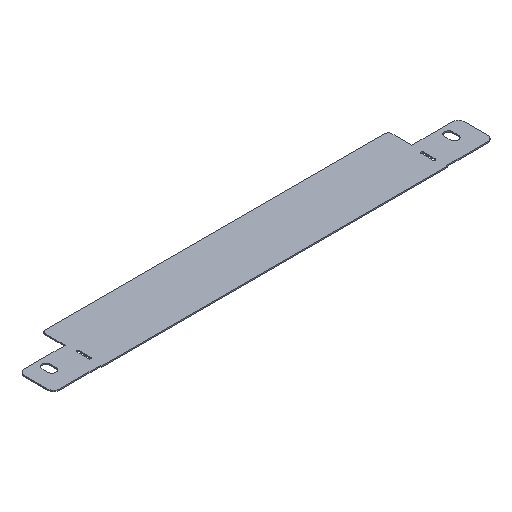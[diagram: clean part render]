
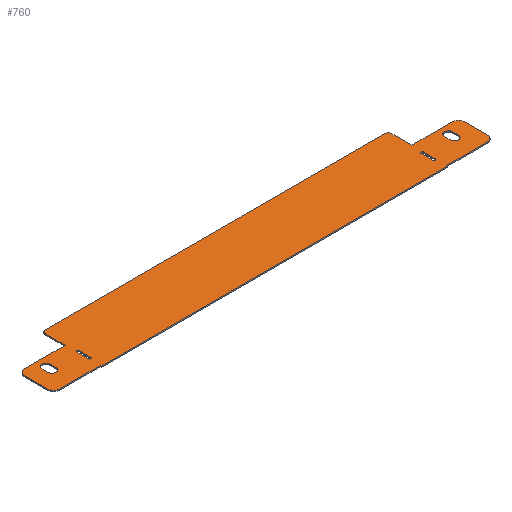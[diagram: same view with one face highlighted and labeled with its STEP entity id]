
A CAD part, isometric view. The second image highlights one B-rep face of the part: STEP entity #760.
In plain terms, the highlighted planar face has unit normal (0, 0, 1).
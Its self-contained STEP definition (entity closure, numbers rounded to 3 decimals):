
#18=FACE_BOUND('',#120,.T.);
#19=FACE_BOUND('',#121,.T.);
#20=FACE_BOUND('',#122,.T.);
#21=FACE_BOUND('',#123,.T.);
#43=PLANE('',#847);
#79=FACE_OUTER_BOUND('',#119,.T.);
#119=EDGE_LOOP('',(#640,#641,#642,#643,#644,#645,#646,#647,#648,#649,#650,
#651,#652,#653,#654,#655,#656,#657));
#120=EDGE_LOOP('',(#658,#659,#660,#661));
#121=EDGE_LOOP('',(#662,#663,#664,#665));
#122=EDGE_LOOP('',(#666,#667,#668,#669));
#123=EDGE_LOOP('',(#670,#671,#672,#673));
#126=LINE('',#1064,#200);
#130=LINE('',#1075,#204);
#134=LINE('',#1088,#208);
#138=LINE('',#1099,#212);
#142=LINE('',#1112,#216);
#146=LINE('',#1123,#220);
#150=LINE('',#1136,#224);
#154=LINE('',#1147,#228);
#156=LINE('',#1152,#230);
#161=LINE('',#1166,#235);
#165=LINE('',#1178,#239);
#168=LINE('',#1184,#242);
#172=LINE('',#1196,#246);
#176=LINE('',#1208,#250);
#179=LINE('',#1214,#253);
#182=LINE('',#1220,#256);
#185=LINE('',#1226,#259);
#188=LINE('',#1232,#262);
#192=LINE('',#1244,#266);
#196=LINE('',#1255,#270);
#200=VECTOR('',#860,10.);
#204=VECTOR('',#872,10.);
#208=VECTOR('',#884,10.);
#212=VECTOR('',#896,10.);
#216=VECTOR('',#908,10.);
#220=VECTOR('',#920,10.);
#224=VECTOR('',#932,10.);
#228=VECTOR('',#944,10.);
#230=VECTOR('',#948,10.);
#235=VECTOR('',#961,10.);
#239=VECTOR('',#973,10.);
#242=VECTOR('',#978,10.);
#246=VECTOR('',#990,10.);
#250=VECTOR('',#1002,10.);
#253=VECTOR('',#1007,10.);
#256=VECTOR('',#1012,10.);
#259=VECTOR('',#1017,10.);
#262=VECTOR('',#1022,10.);
#266=VECTOR('',#1034,10.);
#270=VECTOR('',#1046,10.);
#272=CIRCLE('',#785,1.);
#274=CIRCLE('',#789,1.);
#276=CIRCLE('',#793,3.5);
#278=CIRCLE('',#797,3.5);
#280=CIRCLE('',#801,1.);
#282=CIRCLE('',#805,1.);
#284=CIRCLE('',#809,3.5);
#286=CIRCLE('',#813,3.5);
#288=CIRCLE('',#818,3.);
#290=CIRCLE('',#822,3.);
#292=CIRCLE('',#827,5.);
#294=CIRCLE('',#831,5.);
#296=CIRCLE('',#839,5.);
#298=CIRCLE('',#843,5.);
#300=VERTEX_POINT('',#1054);
#301=VERTEX_POINT('',#1055);
#304=VERTEX_POINT('',#1063);
#306=VERTEX_POINT('',#1069);
#308=VERTEX_POINT('',#1078);
#309=VERTEX_POINT('',#1079);
#312=VERTEX_POINT('',#1087);
#314=VERTEX_POINT('',#1093);
#316=VERTEX_POINT('',#1102);
#317=VERTEX_POINT('',#1103);
#320=VERTEX_POINT('',#1111);
#322=VERTEX_POINT('',#1117);
#324=VERTEX_POINT('',#1126);
#325=VERTEX_POINT('',#1127);
#328=VERTEX_POINT('',#1135);
#330=VERTEX_POINT('',#1141);
#332=VERTEX_POINT('',#1150);
#333=VERTEX_POINT('',#1151);
#336=VERTEX_POINT('',#1159);
#338=VERTEX_POINT('',#1165);
#340=VERTEX_POINT('',#1171);
#342=VERTEX_POINT('',#1177);
#344=VERTEX_POINT('',#1183);
#346=VERTEX_POINT('',#1189);
#348=VERTEX_POINT('',#1195);
#350=VERTEX_POINT('',#1201);
#352=VERTEX_POINT('',#1207);
#354=VERTEX_POINT('',#1213);
#356=VERTEX_POINT('',#1219);
#358=VERTEX_POINT('',#1225);
#360=VERTEX_POINT('',#1231);
#362=VERTEX_POINT('',#1237);
#364=VERTEX_POINT('',#1243);
#366=VERTEX_POINT('',#1249);
#368=EDGE_CURVE('',#300,#301,#272,.T.);
#372=EDGE_CURVE('',#304,#300,#126,.T.);
#375=EDGE_CURVE('',#306,#304,#274,.T.);
#378=EDGE_CURVE('',#301,#306,#130,.T.);
#380=EDGE_CURVE('',#308,#309,#276,.T.);
#384=EDGE_CURVE('',#312,#308,#134,.T.);
#387=EDGE_CURVE('',#314,#312,#278,.T.);
#390=EDGE_CURVE('',#309,#314,#138,.T.);
#392=EDGE_CURVE('',#316,#317,#280,.T.);
#396=EDGE_CURVE('',#320,#316,#142,.T.);
#399=EDGE_CURVE('',#322,#320,#282,.T.);
#402=EDGE_CURVE('',#317,#322,#146,.T.);
#404=EDGE_CURVE('',#324,#325,#284,.T.);
#408=EDGE_CURVE('',#328,#324,#150,.T.);
#411=EDGE_CURVE('',#330,#328,#286,.T.);
#414=EDGE_CURVE('',#325,#330,#154,.T.);
#416=EDGE_CURVE('',#332,#333,#156,.T.);
#420=EDGE_CURVE('',#333,#336,#288,.T.);
#423=EDGE_CURVE('',#336,#338,#161,.T.);
#426=EDGE_CURVE('',#338,#340,#290,.T.);
#429=EDGE_CURVE('',#340,#342,#165,.T.);
#432=EDGE_CURVE('',#342,#344,#168,.T.);
#435=EDGE_CURVE('',#344,#346,#292,.T.);
#438=EDGE_CURVE('',#346,#348,#172,.T.);
#441=EDGE_CURVE('',#348,#350,#294,.T.);
#444=EDGE_CURVE('',#350,#352,#176,.T.);
#447=EDGE_CURVE('',#352,#354,#179,.T.);
#450=EDGE_CURVE('',#354,#356,#182,.T.);
#453=EDGE_CURVE('',#356,#358,#185,.T.);
#456=EDGE_CURVE('',#358,#360,#188,.T.);
#459=EDGE_CURVE('',#360,#362,#296,.T.);
#462=EDGE_CURVE('',#362,#364,#192,.T.);
#465=EDGE_CURVE('',#364,#366,#298,.T.);
#468=EDGE_CURVE('',#366,#332,#196,.T.);
#640=ORIENTED_EDGE('',*,*,#416,.F.);
#641=ORIENTED_EDGE('',*,*,#468,.F.);
#642=ORIENTED_EDGE('',*,*,#465,.F.);
#643=ORIENTED_EDGE('',*,*,#462,.F.);
#644=ORIENTED_EDGE('',*,*,#459,.F.);
#645=ORIENTED_EDGE('',*,*,#456,.F.);
#646=ORIENTED_EDGE('',*,*,#453,.F.);
#647=ORIENTED_EDGE('',*,*,#450,.F.);
#648=ORIENTED_EDGE('',*,*,#447,.F.);
#649=ORIENTED_EDGE('',*,*,#444,.F.);
#650=ORIENTED_EDGE('',*,*,#441,.F.);
#651=ORIENTED_EDGE('',*,*,#438,.F.);
#652=ORIENTED_EDGE('',*,*,#435,.F.);
#653=ORIENTED_EDGE('',*,*,#432,.F.);
#654=ORIENTED_EDGE('',*,*,#429,.F.);
#655=ORIENTED_EDGE('',*,*,#426,.F.);
#656=ORIENTED_EDGE('',*,*,#423,.F.);
#657=ORIENTED_EDGE('',*,*,#420,.F.);
#658=ORIENTED_EDGE('',*,*,#368,.T.);
#659=ORIENTED_EDGE('',*,*,#378,.T.);
#660=ORIENTED_EDGE('',*,*,#375,.T.);
#661=ORIENTED_EDGE('',*,*,#372,.T.);
#662=ORIENTED_EDGE('',*,*,#380,.T.);
#663=ORIENTED_EDGE('',*,*,#390,.T.);
#664=ORIENTED_EDGE('',*,*,#387,.T.);
#665=ORIENTED_EDGE('',*,*,#384,.T.);
#666=ORIENTED_EDGE('',*,*,#392,.T.);
#667=ORIENTED_EDGE('',*,*,#402,.T.);
#668=ORIENTED_EDGE('',*,*,#399,.T.);
#669=ORIENTED_EDGE('',*,*,#396,.T.);
#670=ORIENTED_EDGE('',*,*,#404,.T.);
#671=ORIENTED_EDGE('',*,*,#414,.T.);
#672=ORIENTED_EDGE('',*,*,#411,.T.);
#673=ORIENTED_EDGE('',*,*,#408,.T.);
#760=ADVANCED_FACE('',(#79,#18,#19,#20,#21),#43,.T.);
#785=AXIS2_PLACEMENT_3D('',#1056,#852,#853);
#789=AXIS2_PLACEMENT_3D('',#1070,#865,#866);
#793=AXIS2_PLACEMENT_3D('',#1080,#876,#877);
#797=AXIS2_PLACEMENT_3D('',#1094,#889,#890);
#801=AXIS2_PLACEMENT_3D('',#1104,#900,#901);
#805=AXIS2_PLACEMENT_3D('',#1118,#913,#914);
#809=AXIS2_PLACEMENT_3D('',#1128,#924,#925);
#813=AXIS2_PLACEMENT_3D('',#1142,#937,#938);
#818=AXIS2_PLACEMENT_3D('',#1160,#954,#955);
#822=AXIS2_PLACEMENT_3D('',#1172,#966,#967);
#827=AXIS2_PLACEMENT_3D('',#1190,#983,#984);
#831=AXIS2_PLACEMENT_3D('',#1202,#995,#996);
#839=AXIS2_PLACEMENT_3D('',#1238,#1027,#1028);
#843=AXIS2_PLACEMENT_3D('',#1250,#1039,#1040);
#847=AXIS2_PLACEMENT_3D('',#1258,#1050,#1051);
#852=DIRECTION('center_axis',(0.,0.,-1.));
#853=DIRECTION('ref_axis',(-1.,0.,0.));
#860=DIRECTION('',(0.,1.,0.));
#865=DIRECTION('center_axis',(0.,0.,-1.));
#866=DIRECTION('ref_axis',(1.,0.,0.));
#872=DIRECTION('',(0.,-1.,0.));
#876=DIRECTION('center_axis',(0.,0.,-1.));
#877=DIRECTION('ref_axis',(-1.,0.,0.));
#884=DIRECTION('',(0.,-1.,0.));
#889=DIRECTION('center_axis',(0.,0.,-1.));
#890=DIRECTION('ref_axis',(1.,0.,0.));
#896=DIRECTION('',(0.,1.,0.));
#900=DIRECTION('center_axis',(0.,0.,-1.));
#901=DIRECTION('ref_axis',(-1.,0.,0.));
#908=DIRECTION('',(0.,-1.,0.));
#913=DIRECTION('center_axis',(0.,0.,-1.));
#914=DIRECTION('ref_axis',(1.,0.,0.));
#920=DIRECTION('',(0.,1.,0.));
#924=DIRECTION('center_axis',(0.,0.,-1.));
#925=DIRECTION('ref_axis',(1.,0.,0.));
#932=DIRECTION('',(0.,-1.,0.));
#937=DIRECTION('center_axis',(0.,0.,-1.));
#938=DIRECTION('ref_axis',(-1.,0.,0.));
#944=DIRECTION('',(0.,1.,0.));
#948=DIRECTION('',(0.,1.,0.));
#954=DIRECTION('center_axis',(0.,0.,-1.));
#955=DIRECTION('ref_axis',(0.,1.,0.));
#961=DIRECTION('',(1.,0.,0.));
#966=DIRECTION('center_axis',(0.,0.,-1.));
#967=DIRECTION('ref_axis',(1.,0.,0.));
#973=DIRECTION('',(0.,-1.,0.));
#978=DIRECTION('',(1.,0.,0.));
#983=DIRECTION('center_axis',(0.,0.,-1.));
#984=DIRECTION('ref_axis',(1.,0.,0.));
#990=DIRECTION('',(0.,-1.,0.));
#995=DIRECTION('center_axis',(0.,0.,-1.));
#996=DIRECTION('ref_axis',(0.,-1.,0.));
#1002=DIRECTION('',(-1.,0.,0.));
#1007=DIRECTION('',(0.,-1.,0.));
#1012=DIRECTION('',(-1.,0.,0.));
#1017=DIRECTION('',(0.,1.,0.));
#1022=DIRECTION('',(-1.,0.,0.));
#1027=DIRECTION('center_axis',(0.,0.,-1.));
#1028=DIRECTION('ref_axis',(-1.,0.,0.));
#1034=DIRECTION('',(0.,1.,0.));
#1039=DIRECTION('center_axis',(0.,0.,-1.));
#1040=DIRECTION('ref_axis',(0.,1.,0.));
#1046=DIRECTION('',(1.,0.,0.));
#1050=DIRECTION('center_axis',(0.,0.,1.));
#1051=DIRECTION('ref_axis',(1.,0.,0.));
#1054=CARTESIAN_POINT('',(335.,20.,1.));
#1055=CARTESIAN_POINT('',(337.,20.,1.));
#1056=CARTESIAN_POINT('Origin',(336.,20.,1.));
#1063=CARTESIAN_POINT('',(335.,10.,1.));
#1064=CARTESIAN_POINT('',(335.,16.359,1.));
#1069=CARTESIAN_POINT('',(337.,10.,1.));
#1070=CARTESIAN_POINT('Origin',(336.,10.,1.));
#1075=CARTESIAN_POINT('',(337.,21.359,1.));
#1078=CARTESIAN_POINT('',(19.5,17.5,1.));
#1079=CARTESIAN_POINT('',(12.5,17.5,1.));
#1080=CARTESIAN_POINT('Origin',(16.,17.5,1.));
#1087=CARTESIAN_POINT('',(19.5,22.5,1.));
#1088=CARTESIAN_POINT('',(19.5,22.609,1.));
#1093=CARTESIAN_POINT('',(12.5,22.5,1.));
#1094=CARTESIAN_POINT('Origin',(16.,22.5,1.));
#1099=CARTESIAN_POINT('',(12.5,20.109,1.));
#1102=CARTESIAN_POINT('',(42.,10.,1.));
#1103=CARTESIAN_POINT('',(40.,10.,1.));
#1104=CARTESIAN_POINT('Origin',(41.,10.,1.));
#1111=CARTESIAN_POINT('',(42.,20.,1.));
#1112=CARTESIAN_POINT('',(42.,21.359,1.));
#1117=CARTESIAN_POINT('',(40.,20.,1.));
#1118=CARTESIAN_POINT('Origin',(41.,20.,1.));
#1123=CARTESIAN_POINT('',(40.,16.359,1.));
#1126=CARTESIAN_POINT('',(364.5,17.5,1.));
#1127=CARTESIAN_POINT('',(357.5,17.5,1.));
#1128=CARTESIAN_POINT('Origin',(361.,17.5,1.));
#1135=CARTESIAN_POINT('',(364.5,22.5,1.));
#1136=CARTESIAN_POINT('',(364.5,22.609,1.));
#1141=CARTESIAN_POINT('',(357.5,22.5,1.));
#1142=CARTESIAN_POINT('Origin',(361.,22.5,1.));
#1147=CARTESIAN_POINT('',(357.5,20.109,1.));
#1150=CARTESIAN_POINT('',(40.,30.,1.));
#1151=CARTESIAN_POINT('',(40.,47.,1.));
#1152=CARTESIAN_POINT('',(40.,47.,1.));
#1159=CARTESIAN_POINT('',(43.,50.,1.));
#1160=CARTESIAN_POINT('Origin',(43.,47.,1.));
#1165=CARTESIAN_POINT('',(334.,50.,1.));
#1166=CARTESIAN_POINT('',(334.,50.,1.));
#1171=CARTESIAN_POINT('',(337.,47.,1.));
#1172=CARTESIAN_POINT('Origin',(334.,47.,1.));
#1177=CARTESIAN_POINT('',(337.,30.,1.));
#1178=CARTESIAN_POINT('',(337.,30.,1.));
#1183=CARTESIAN_POINT('',(372.,30.,1.));
#1184=CARTESIAN_POINT('',(372.,30.,1.));
#1189=CARTESIAN_POINT('',(377.,25.,1.));
#1190=CARTESIAN_POINT('Origin',(372.,25.,1.));
#1195=CARTESIAN_POINT('',(377.,5.,1.));
#1196=CARTESIAN_POINT('',(377.,5.,1.));
#1201=CARTESIAN_POINT('',(372.,0.,1.));
#1202=CARTESIAN_POINT('Origin',(372.,5.,1.));
#1207=CARTESIAN_POINT('',(337.,0.,1.));
#1208=CARTESIAN_POINT('',(337.,0.,1.));
#1213=CARTESIAN_POINT('',(337.,-1.,1.));
#1214=CARTESIAN_POINT('',(337.,-1.,1.));
#1219=CARTESIAN_POINT('',(40.,-1.,1.));
#1220=CARTESIAN_POINT('',(40.,-1.,1.));
#1225=CARTESIAN_POINT('',(40.,0.,1.));
#1226=CARTESIAN_POINT('',(40.,0.,1.));
#1231=CARTESIAN_POINT('',(5.,0.,1.));
#1232=CARTESIAN_POINT('',(5.,0.,1.));
#1237=CARTESIAN_POINT('',(0.,5.,1.));
#1238=CARTESIAN_POINT('Origin',(5.,5.,1.));
#1243=CARTESIAN_POINT('',(0.,25.,1.));
#1244=CARTESIAN_POINT('',(0.,25.,1.));
#1249=CARTESIAN_POINT('',(5.,30.,1.));
#1250=CARTESIAN_POINT('Origin',(5.,25.,1.));
#1255=CARTESIAN_POINT('',(40.,30.,1.));
#1258=CARTESIAN_POINT('Origin',(188.5,22.718,1.));
